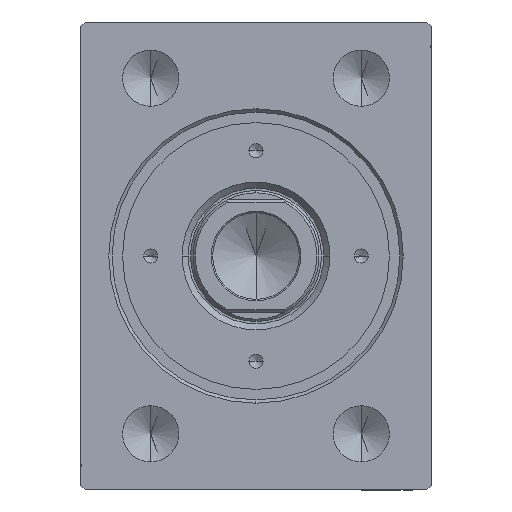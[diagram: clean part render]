
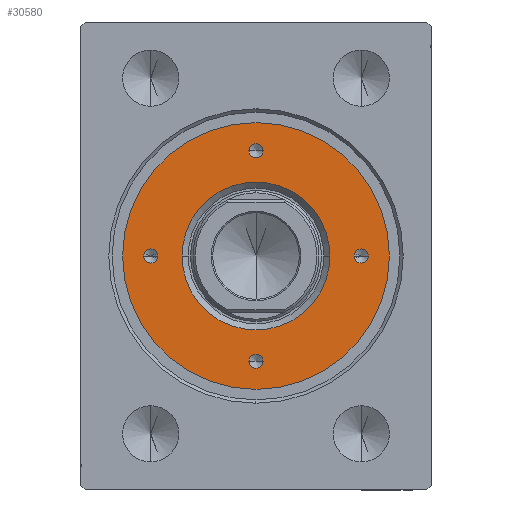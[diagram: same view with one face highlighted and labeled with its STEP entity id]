
A CAD part, left-side view. The second image highlights one B-rep face of the part: STEP entity #30580.
In plain terms, the highlighted face is planar.
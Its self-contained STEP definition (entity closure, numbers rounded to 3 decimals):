
#598 = CARTESIAN_POINT ( 'NONE',  ( 1.5, -22.5, 83.8 ) ) ;
#1068 = DIRECTION ( 'NONE',  ( 0., 0., -1. ) ) ;
#1134 = DIRECTION ( 'NONE',  ( 1., 0., 0. ) ) ;
#1235 = ORIENTED_EDGE ( 'NONE', *, *, #3842, .F. ) ;
#1524 = FACE_BOUND ( 'NONE', #3926, .T. ) ;
#2284 = CARTESIAN_POINT ( 'NONE',  ( 0., 22.5, 83.8 ) ) ;
#2337 = VERTEX_POINT ( 'NONE', #41325 ) ;
#2386 = CIRCLE ( 'NONE', #27276, 1.5 ) ;
#2622 = AXIS2_PLACEMENT_3D ( 'NONE', #27798, #1068, #7529 ) ;
#3386 = AXIS2_PLACEMENT_3D ( 'NONE', #5343, #15359, #18701 ) ;
#3501 = EDGE_LOOP ( 'NONE', ( #15196, #11690 ) ) ;
#3764 = CIRCLE ( 'NONE', #24290, 1.5 ) ;
#3842 = EDGE_CURVE ( 'NONE', #8117, #12786, #3764, .T. ) ;
#3926 = EDGE_LOOP ( 'NONE', ( #42245, #36243 ) ) ;
#4034 = AXIS2_PLACEMENT_3D ( 'NONE', #19442, #26351, #23011 ) ;
#4400 = CARTESIAN_POINT ( 'NONE',  ( 0., 0., 83.8 ) ) ;
#4422 = CIRCLE ( 'NONE', #24365, 1.5 ) ;
#4443 = CIRCLE ( 'NONE', #40042, 1.5 ) ;
#5000 = DIRECTION ( 'NONE',  ( 0., 0., 1. ) ) ;
#5084 = CARTESIAN_POINT ( 'NONE',  ( 0., 0., 83.8 ) ) ;
#5309 = DIRECTION ( 'NONE',  ( 1., 0., 0. ) ) ;
#5343 = CARTESIAN_POINT ( 'NONE',  ( 22.5, 0., 83.8 ) ) ;
#5460 = CIRCLE ( 'NONE', #2622, 15.8 ) ;
#6200 = EDGE_LOOP ( 'NONE', ( #21592, #40158 ) ) ;
#6614 = VERTEX_POINT ( 'NONE', #35956 ) ;
#7329 = CARTESIAN_POINT ( 'NONE',  ( 15.8, 0., 83.8 ) ) ;
#7529 = DIRECTION ( 'NONE',  ( 1., 0., 0. ) ) ;
#7594 = AXIS2_PLACEMENT_3D ( 'NONE', #4400, #24878, #28443 ) ;
#8007 = EDGE_CURVE ( 'NONE', #12786, #8117, #4443, .T. ) ;
#8117 = VERTEX_POINT ( 'NONE', #13502 ) ;
#8646 = FACE_BOUND ( 'NONE', #3501, .T. ) ;
#8897 = ORIENTED_EDGE ( 'NONE', *, *, #41281, .F. ) ;
#9435 = AXIS2_PLACEMENT_3D ( 'NONE', #29210, #19846, #29433 ) ;
#9527 = VERTEX_POINT ( 'NONE', #7329 ) ;
#10043 = AXIS2_PLACEMENT_3D ( 'NONE', #5084, #38944, #5309 ) ;
#10067 = CIRCLE ( 'NONE', #27141, 1.5 ) ;
#11690 = ORIENTED_EDGE ( 'NONE', *, *, #38159, .F. ) ;
#12199 = FACE_BOUND ( 'NONE', #27583, .T. ) ;
#12786 = VERTEX_POINT ( 'NONE', #40389 ) ;
#13293 = VERTEX_POINT ( 'NONE', #19937 ) ;
#13502 = CARTESIAN_POINT ( 'NONE',  ( -1.5, 22.5, 83.8 ) ) ;
#14393 = VERTEX_POINT ( 'NONE', #19229 ) ;
#14418 = DIRECTION ( 'NONE',  ( 1., 0., 0. ) ) ;
#14840 = CARTESIAN_POINT ( 'NONE',  ( -1.5, -22.5, 83.8 ) ) ;
#15196 = ORIENTED_EDGE ( 'NONE', *, *, #36501, .F. ) ;
#15359 = DIRECTION ( 'NONE',  ( 0., 0., 1. ) ) ;
#15547 = PLANE ( 'NONE',  #10043 ) ;
#15625 = DIRECTION ( 'NONE',  ( 1., 0., 0. ) ) ;
#16061 = ORIENTED_EDGE ( 'NONE', *, *, #27051, .F. ) ;
#17106 = ORIENTED_EDGE ( 'NONE', *, *, #23819, .F. ) ;
#17644 = DIRECTION ( 'NONE',  ( 1., 0., 0. ) ) ;
#18701 = DIRECTION ( 'NONE',  ( 1., 0., 0. ) ) ;
#18752 = CARTESIAN_POINT ( 'NONE',  ( -22.5, 0., 83.8 ) ) ;
#18878 = DIRECTION ( 'NONE',  ( 1., 0., 0. ) ) ;
#18968 = CIRCLE ( 'NONE', #21094, 28.5 ) ;
#18981 = EDGE_CURVE ( 'NONE', #9527, #38984, #26818, .T. ) ;
#19092 = EDGE_CURVE ( 'NONE', #38984, #9527, #5460, .T. ) ;
#19229 = CARTESIAN_POINT ( 'NONE',  ( 21., 0., 83.8 ) ) ;
#19442 = CARTESIAN_POINT ( 'NONE',  ( 0., 0., 83.8 ) ) ;
#19846 = DIRECTION ( 'NONE',  ( 0., 0., 1. ) ) ;
#19937 = CARTESIAN_POINT ( 'NONE',  ( 28.5, 0., 83.8 ) ) ;
#20309 = ORIENTED_EDGE ( 'NONE', *, *, #38300, .F. ) ;
#20828 = VERTEX_POINT ( 'NONE', #598 ) ;
#21094 = AXIS2_PLACEMENT_3D ( 'NONE', #21780, #36270, #18878 ) ;
#21431 = VERTEX_POINT ( 'NONE', #28570 ) ;
#21485 = CIRCLE ( 'NONE', #9435, 1.5 ) ;
#21592 = ORIENTED_EDGE ( 'NONE', *, *, #22440, .T. ) ;
#21780 = CARTESIAN_POINT ( 'NONE',  ( 0., 0., 83.8 ) ) ;
#21784 = CIRCLE ( 'NONE', #4034, 28.5 ) ;
#22233 = FACE_BOUND ( 'NONE', #40286, .T. ) ;
#22440 = EDGE_CURVE ( 'NONE', #21431, #13293, #21784, .T. ) ;
#23011 = DIRECTION ( 'NONE',  ( 1., 0., 0. ) ) ;
#23052 = EDGE_CURVE ( 'NONE', #13293, #21431, #18968, .T. ) ;
#23480 = CIRCLE ( 'NONE', #38409, 1.5 ) ;
#23819 = EDGE_CURVE ( 'NONE', #14393, #2337, #38211, .T. ) ;
#23912 = DIRECTION ( 'NONE',  ( 0., 0., 1. ) ) ;
#24290 = AXIS2_PLACEMENT_3D ( 'NONE', #2284, #39925, #15625 ) ;
#24365 = AXIS2_PLACEMENT_3D ( 'NONE', #37283, #23912, #17644 ) ;
#24459 = VERTEX_POINT ( 'NONE', #33248 ) ;
#24878 = DIRECTION ( 'NONE',  ( 0., 0., -1. ) ) ;
#25357 = FACE_OUTER_BOUND ( 'NONE', #6200, .T. ) ;
#26351 = DIRECTION ( 'NONE',  ( 0., 0., 1. ) ) ;
#26818 = CIRCLE ( 'NONE', #7594, 15.8 ) ;
#27051 = EDGE_CURVE ( 'NONE', #39639, #20828, #23480, .T. ) ;
#27141 = AXIS2_PLACEMENT_3D ( 'NONE', #18752, #32336, #39253 ) ;
#27276 = AXIS2_PLACEMENT_3D ( 'NONE', #29064, #5000, #35973 ) ;
#27583 = EDGE_LOOP ( 'NONE', ( #20309, #17106 ) ) ;
#27798 = CARTESIAN_POINT ( 'NONE',  ( 0., 0., 83.8 ) ) ;
#28443 = DIRECTION ( 'NONE',  ( 1., 0., 0. ) ) ;
#28480 = FACE_BOUND ( 'NONE', #40950, .T. ) ;
#28570 = CARTESIAN_POINT ( 'NONE',  ( -28.5, 0., 83.8 ) ) ;
#28673 = DIRECTION ( 'NONE',  ( 0., 0., 1. ) ) ;
#29064 = CARTESIAN_POINT ( 'NONE',  ( 0., -22.5, 83.8 ) ) ;
#29210 = CARTESIAN_POINT ( 'NONE',  ( 22.5, 0., 83.8 ) ) ;
#29433 = DIRECTION ( 'NONE',  ( 1., 0., 0. ) ) ;
#30580 = ADVANCED_FACE ( 'NONE', ( #8646, #28480, #12199, #22233, #1524, #25357 ), #15547, .T. ) ;
#30633 = CARTESIAN_POINT ( 'NONE',  ( -15.8, 0., 83.8 ) ) ;
#31338 = CARTESIAN_POINT ( 'NONE',  ( 0., 22.5, 83.8 ) ) ;
#32285 = DIRECTION ( 'NONE',  ( 0., 0., 1. ) ) ;
#32336 = DIRECTION ( 'NONE',  ( 0., 0., 1. ) ) ;
#33248 = CARTESIAN_POINT ( 'NONE',  ( -24., 0., 83.8 ) ) ;
#35956 = CARTESIAN_POINT ( 'NONE',  ( -21., 0., 83.8 ) ) ;
#35973 = DIRECTION ( 'NONE',  ( 1., 0., 0. ) ) ;
#36243 = ORIENTED_EDGE ( 'NONE', *, *, #19092, .T. ) ;
#36270 = DIRECTION ( 'NONE',  ( 0., 0., 1. ) ) ;
#36501 = EDGE_CURVE ( 'NONE', #6614, #24459, #10067, .T. ) ;
#37283 = CARTESIAN_POINT ( 'NONE',  ( -22.5, 0., 83.8 ) ) ;
#38159 = EDGE_CURVE ( 'NONE', #24459, #6614, #4422, .T. ) ;
#38211 = CIRCLE ( 'NONE', #3386, 1.5 ) ;
#38270 = ORIENTED_EDGE ( 'NONE', *, *, #8007, .F. ) ;
#38300 = EDGE_CURVE ( 'NONE', #2337, #14393, #21485, .T. ) ;
#38409 = AXIS2_PLACEMENT_3D ( 'NONE', #42100, #32285, #1134 ) ;
#38944 = DIRECTION ( 'NONE',  ( 0., 0., 1. ) ) ;
#38984 = VERTEX_POINT ( 'NONE', #30633 ) ;
#39253 = DIRECTION ( 'NONE',  ( 1., 0., 0. ) ) ;
#39639 = VERTEX_POINT ( 'NONE', #14840 ) ;
#39925 = DIRECTION ( 'NONE',  ( 0., 0., 1. ) ) ;
#40042 = AXIS2_PLACEMENT_3D ( 'NONE', #31338, #28673, #14418 ) ;
#40158 = ORIENTED_EDGE ( 'NONE', *, *, #23052, .T. ) ;
#40286 = EDGE_LOOP ( 'NONE', ( #8897, #16061 ) ) ;
#40389 = CARTESIAN_POINT ( 'NONE',  ( 1.5, 22.5, 83.8 ) ) ;
#40950 = EDGE_LOOP ( 'NONE', ( #38270, #1235 ) ) ;
#41281 = EDGE_CURVE ( 'NONE', #20828, #39639, #2386, .T. ) ;
#41325 = CARTESIAN_POINT ( 'NONE',  ( 24., 0., 83.8 ) ) ;
#42100 = CARTESIAN_POINT ( 'NONE',  ( 0., -22.5, 83.8 ) ) ;
#42245 = ORIENTED_EDGE ( 'NONE', *, *, #18981, .T. ) ;
